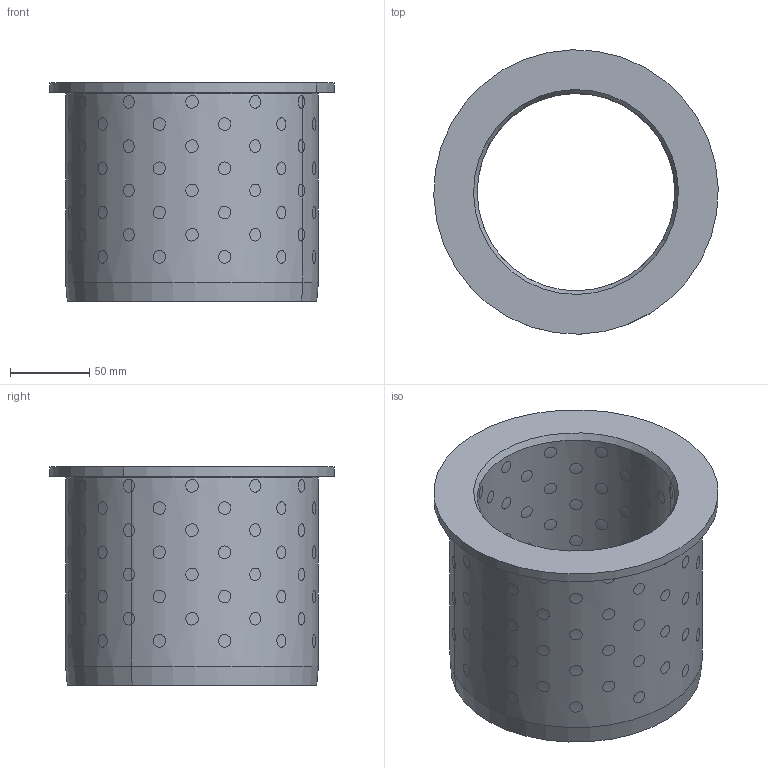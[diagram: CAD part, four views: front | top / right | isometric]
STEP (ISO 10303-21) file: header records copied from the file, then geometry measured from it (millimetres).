
FILE_DESCRIPTION(('CATIA V5 STEP Exchange'),'2;1');
FILE_NAME('RDBG211.125138.stp','2017-03-08T08:18:44+00:00',('none'),('none'),'CATIA Version 5 Release 19 GA (IN-10)','CATIA V5 STEP AP203','none');
FILE_SCHEMA(('CONFIG_CONTROL_DESIGN'));
Length unit declared in the file: millimetre
Products named in the file (1): RDBG211.125138
Bounding box: 179.95 x 179.95 x 138 mm (x, y, z)
Volume: 1107964.8 mm3; surface area: 233060.9 mm2
Topology: 97 solids, 97 shells, 609 faces, 1285 edges, 859 vertices
Faces by surface type: cylinder 598, torus 4, cone 4, plane 3
Entity records: 20817 total; most frequent: CARTESIAN_POINT 10670, ORIENTED_EDGE 2564, EDGE_CURVE 1282, DIRECTION 863, VERTEX_POINT 852, B_SPLINE_CURVE_WITH_KNOTS 832, EDGE_LOOP 788, ADVANCED_FACE 609
